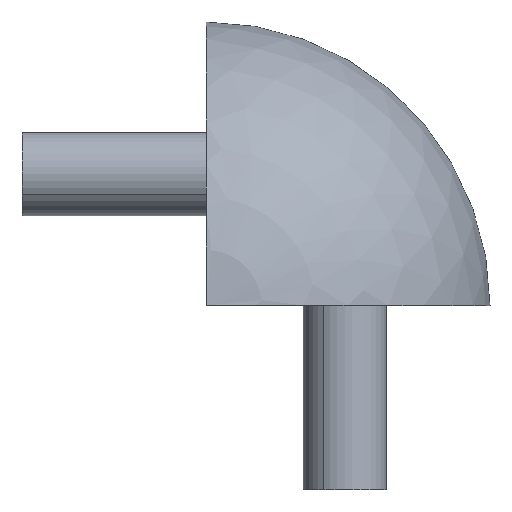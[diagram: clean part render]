
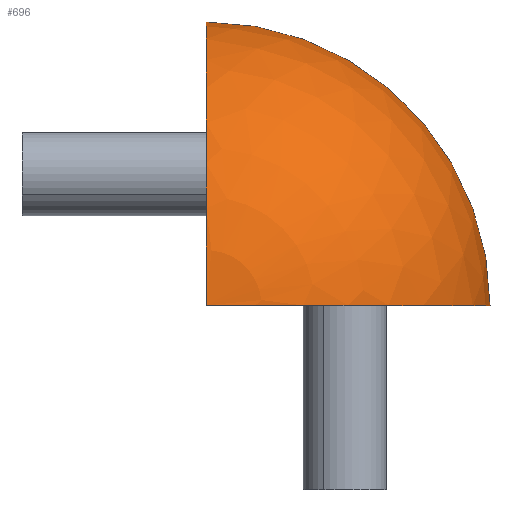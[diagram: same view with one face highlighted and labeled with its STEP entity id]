
A CAD part, top view. The second image highlights one B-rep face of the part: STEP entity #696.
In plain terms, the highlighted spherical face has radius 20.5 mm.
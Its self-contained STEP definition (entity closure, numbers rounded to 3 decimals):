
#13 = CARTESIAN_POINT ( 'NONE',  ( 0., 0., 0. ) ) ;
#60 = CARTESIAN_POINT ( 'NONE',  ( 20.5, 0., 0. ) ) ;
#77 = AXIS2_PLACEMENT_3D ( 'NONE', #395, #756, #514 ) ;
#132 = AXIS2_PLACEMENT_3D ( 'NONE', #13, #1453, #496 ) ;
#136 = VERTEX_POINT ( 'NONE', #590 ) ;
#151 = DIRECTION ( 'NONE',  ( 0., 0., -1. ) ) ;
#205 = CARTESIAN_POINT ( 'NONE',  ( 0., 0., 0. ) ) ;
#216 = VERTEX_POINT ( 'NONE', #60 ) ;
#284 = AXIS2_PLACEMENT_3D ( 'NONE', #991, #1137, #151 ) ;
#285 = SPHERICAL_SURFACE ( 'NONE', #77, 20.5 ) ;
#356 = CARTESIAN_POINT ( 'NONE',  ( 0., 0., -20.5 ) ) ;
#395 = CARTESIAN_POINT ( 'NONE',  ( 0., 0., 0. ) ) ;
#496 = DIRECTION ( 'NONE',  ( 0., 0., -1. ) ) ;
#514 = DIRECTION ( 'NONE',  ( 0., 0., -1. ) ) ;
#581 = AXIS2_PLACEMENT_3D ( 'NONE', #205, #1523, #1414 ) ;
#590 = CARTESIAN_POINT ( 'NONE',  ( 0., 20.5, 0. ) ) ;
#696 = ADVANCED_FACE ( 'NONE', ( #875 ), #285, .T. ) ;
#728 = EDGE_CURVE ( 'NONE', #1072, #136, #770, .T. ) ;
#756 = DIRECTION ( 'NONE',  ( 1., 0., 0. ) ) ;
#760 = ORIENTED_EDGE ( 'NONE', *, *, #1097, .F. ) ;
#770 = CIRCLE ( 'NONE', #284, 20.5 ) ;
#875 = FACE_OUTER_BOUND ( 'NONE', #1428, .T. ) ;
#894 = ORIENTED_EDGE ( 'NONE', *, *, #728, .T. ) ;
#991 = CARTESIAN_POINT ( 'NONE',  ( 0., 0., 0. ) ) ;
#1007 = ORIENTED_EDGE ( 'NONE', *, *, #1041, .F. ) ;
#1017 = CIRCLE ( 'NONE', #581, 20.5 ) ;
#1041 = EDGE_CURVE ( 'NONE', #216, #136, #1017, .T. ) ;
#1072 = VERTEX_POINT ( 'NONE', #356 ) ;
#1097 = EDGE_CURVE ( 'NONE', #1072, #216, #1291, .T. ) ;
#1137 = DIRECTION ( 'NONE',  ( 1., 0., 0. ) ) ;
#1291 = CIRCLE ( 'NONE', #132, 20.5 ) ;
#1414 = DIRECTION ( 'NONE',  ( 1., 0., 0. ) ) ;
#1428 = EDGE_LOOP ( 'NONE', ( #1007, #760, #894 ) ) ;
#1453 = DIRECTION ( 'NONE',  ( 0., -1., 0. ) ) ;
#1523 = DIRECTION ( 'NONE',  ( 0., 0., 1. ) ) ;
